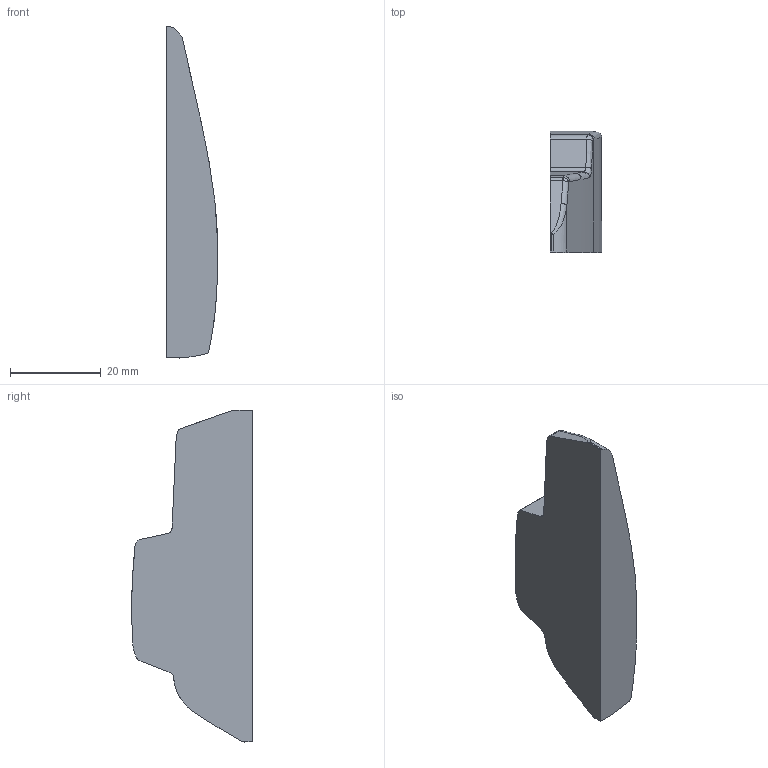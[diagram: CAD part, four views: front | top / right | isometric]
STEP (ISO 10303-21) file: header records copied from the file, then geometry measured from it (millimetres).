
FILE_DESCRIPTION(/* description */ (''),/* implementation_level */ '2;1');
FILE_NAME(/* name */ 'upperBody.stp',/* time_stamp */ '2025-03-15T10:59:20+01:00',/* author */ ('Matte'),/* organization */ (''),/* preprocessor_version */ 'ST-DEVELOPER v20',/* originating_system */ 'Autodesk Inventor 2025',/* authorisation */ '');
FILE_SCHEMA (('AUTOMOTIVE_DESIGN { 1 0 10303 214 3 1 1 }'));
Length unit declared in the file: metre
Products named in the file (1): cad_Coupe_body
Bounding box: 11.4 x 26.68 x 73.24 mm (x, y, z)
Volume: 13226.7 mm3; surface area: 4353.8 mm2
Topology: 1 solids, 1 shells, 55 faces, 137 edges, 81 vertices
Faces by surface type: bspline 23, cylinder 22, plane 9, sphere 1
Entity records: 2092 total; most frequent: CARTESIAN_POINT 868, ORIENTED_EDGE 268, DIRECTION 213, EDGE_CURVE 134, AXIS2_PLACEMENT_3D 86, VERTEX_POINT 81, FACE_OUTER_BOUND 55, EDGE_LOOP 55
